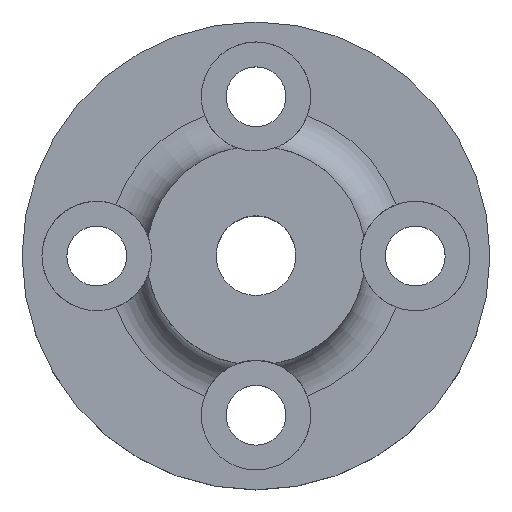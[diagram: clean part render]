
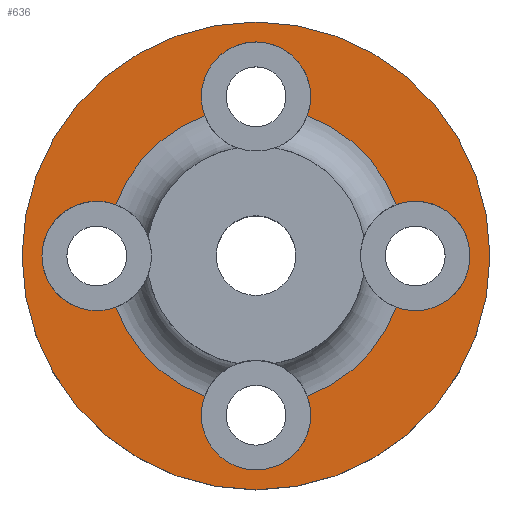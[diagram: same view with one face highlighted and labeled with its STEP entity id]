
A CAD part, top view. The second image highlights one B-rep face of the part: STEP entity #636.
In plain terms, the highlighted planar face has unit normal (0, 0, 1).
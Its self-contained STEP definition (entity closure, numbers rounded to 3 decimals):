
#19=FACE_BOUND('',#189,.T.);
#37=PLANE('',#713);
#149=FACE_OUTER_BOUND('',#188,.T.);
#188=EDGE_LOOP('',(#523));
#189=EDGE_LOOP('',(#524,#525,#526,#527,#528,#529,#530,#531,#532,#533,#534));
#215=CIRCLE('',#668,7.5);
#218=CIRCLE('',#673,7.5);
#221=CIRCLE('',#678,7.5);
#226=CIRCLE('',#685,7.5);
#242=CIRCLE('',#714,11.75);
#243=CIRCLE('',#715,2.75);
#244=CIRCLE('',#716,2.75);
#245=CIRCLE('',#717,2.75);
#246=CIRCLE('',#718,2.75);
#247=CIRCLE('',#719,2.75);
#248=CIRCLE('',#720,2.75);
#249=CIRCLE('',#721,2.75);
#272=VERTEX_POINT('',#960);
#275=VERTEX_POINT('',#978);
#278=VERTEX_POINT('',#1001);
#281=VERTEX_POINT('',#1019);
#284=VERTEX_POINT('',#1042);
#287=VERTEX_POINT('',#1060);
#294=VERTEX_POINT('',#1091);
#297=VERTEX_POINT('',#1109);
#316=VERTEX_POINT('',#1188);
#317=VERTEX_POINT('',#1190);
#318=VERTEX_POINT('',#1193);
#319=VERTEX_POINT('',#1197);
#337=EDGE_CURVE('',#275,#272,#215,.T.);
#344=EDGE_CURVE('',#281,#278,#218,.T.);
#351=EDGE_CURVE('',#287,#284,#221,.T.);
#362=EDGE_CURVE('',#297,#294,#226,.T.);
#395=EDGE_CURVE('',#316,#316,#242,.T.);
#396=EDGE_CURVE('',#275,#317,#243,.T.);
#397=EDGE_CURVE('',#317,#284,#244,.T.);
#398=EDGE_CURVE('',#287,#318,#245,.T.);
#399=EDGE_CURVE('',#318,#294,#246,.T.);
#400=EDGE_CURVE('',#297,#278,#247,.T.);
#401=EDGE_CURVE('',#281,#319,#248,.T.);
#402=EDGE_CURVE('',#319,#272,#249,.T.);
#523=ORIENTED_EDGE('',*,*,#395,.T.);
#524=ORIENTED_EDGE('',*,*,#337,.F.);
#525=ORIENTED_EDGE('',*,*,#396,.T.);
#526=ORIENTED_EDGE('',*,*,#397,.T.);
#527=ORIENTED_EDGE('',*,*,#351,.F.);
#528=ORIENTED_EDGE('',*,*,#398,.T.);
#529=ORIENTED_EDGE('',*,*,#399,.T.);
#530=ORIENTED_EDGE('',*,*,#362,.F.);
#531=ORIENTED_EDGE('',*,*,#400,.T.);
#532=ORIENTED_EDGE('',*,*,#344,.F.);
#533=ORIENTED_EDGE('',*,*,#401,.T.);
#534=ORIENTED_EDGE('',*,*,#402,.T.);
#636=ADVANCED_FACE('',(#149,#19),#37,.T.);
#668=AXIS2_PLACEMENT_3D('',#993,#757,#758);
#673=AXIS2_PLACEMENT_3D('',#1034,#769,#770);
#678=AXIS2_PLACEMENT_3D('',#1075,#781,#782);
#685=AXIS2_PLACEMENT_3D('',#1124,#799,#800);
#713=AXIS2_PLACEMENT_3D('',#1187,#872,#873);
#714=AXIS2_PLACEMENT_3D('',#1189,#874,#875);
#715=AXIS2_PLACEMENT_3D('',#1191,#876,#877);
#716=AXIS2_PLACEMENT_3D('',#1192,#878,#879);
#717=AXIS2_PLACEMENT_3D('',#1194,#880,#881);
#718=AXIS2_PLACEMENT_3D('',#1195,#882,#883);
#719=AXIS2_PLACEMENT_3D('',#1196,#884,#885);
#720=AXIS2_PLACEMENT_3D('',#1198,#886,#887);
#721=AXIS2_PLACEMENT_3D('',#1199,#888,#889);
#757=DIRECTION('center_axis',(0.,0.,1.));
#758=DIRECTION('ref_axis',(-0.707,-0.707,0.));
#769=DIRECTION('center_axis',(0.,0.,1.));
#770=DIRECTION('ref_axis',(0.707,-0.707,0.));
#781=DIRECTION('center_axis',(0.,0.,1.));
#782=DIRECTION('ref_axis',(-0.707,0.707,0.));
#799=DIRECTION('center_axis',(0.,0.,1.));
#800=DIRECTION('ref_axis',(0.707,0.707,0.));
#872=DIRECTION('center_axis',(0.,0.,1.));
#873=DIRECTION('ref_axis',(1.,0.,0.));
#874=DIRECTION('center_axis',(0.,0.,1.));
#875=DIRECTION('ref_axis',(1.,0.,0.));
#876=DIRECTION('center_axis',(0.,0.,-1.));
#877=DIRECTION('ref_axis',(1.,0.,0.));
#878=DIRECTION('center_axis',(0.,0.,-1.));
#879=DIRECTION('ref_axis',(1.,0.,0.));
#880=DIRECTION('center_axis',(0.,0.,-1.));
#881=DIRECTION('ref_axis',(1.,0.,0.));
#882=DIRECTION('center_axis',(0.,0.,-1.));
#883=DIRECTION('ref_axis',(1.,0.,0.));
#884=DIRECTION('center_axis',(0.,0.,-1.));
#885=DIRECTION('ref_axis',(1.,0.,0.));
#886=DIRECTION('center_axis',(0.,0.,-1.));
#887=DIRECTION('ref_axis',(1.,0.,0.));
#888=DIRECTION('center_axis',(0.,0.,-1.));
#889=DIRECTION('ref_axis',(1.,0.,0.));
#960=CARTESIAN_POINT('',(-2.578,-7.043,4.5));
#978=CARTESIAN_POINT('',(-7.043,-2.578,4.5));
#993=CARTESIAN_POINT('Origin',(0.,0.,4.5));
#1001=CARTESIAN_POINT('',(7.043,-2.578,4.5));
#1019=CARTESIAN_POINT('',(2.578,-7.043,4.5));
#1034=CARTESIAN_POINT('Origin',(0.,0.,4.5));
#1042=CARTESIAN_POINT('',(-7.043,2.578,4.5));
#1060=CARTESIAN_POINT('',(-2.578,7.043,4.5));
#1075=CARTESIAN_POINT('Origin',(0.,0.,4.5));
#1091=CARTESIAN_POINT('',(2.578,7.043,4.5));
#1109=CARTESIAN_POINT('',(7.043,2.578,4.5));
#1124=CARTESIAN_POINT('Origin',(0.,0.,4.5));
#1187=CARTESIAN_POINT('Origin',(0.,0.,4.5));
#1188=CARTESIAN_POINT('',(-11.75,0.,4.5));
#1189=CARTESIAN_POINT('Origin',(0.,0.,4.5));
#1190=CARTESIAN_POINT('',(-10.75,0.,4.5));
#1191=CARTESIAN_POINT('Origin',(-8.,0.,4.5));
#1192=CARTESIAN_POINT('Origin',(-8.,0.,4.5));
#1193=CARTESIAN_POINT('',(-2.75,8.,4.5));
#1194=CARTESIAN_POINT('Origin',(0.,8.,4.5));
#1195=CARTESIAN_POINT('Origin',(0.,8.,4.5));
#1196=CARTESIAN_POINT('Origin',(8.,0.,4.5));
#1197=CARTESIAN_POINT('',(-2.75,-8.,4.5));
#1198=CARTESIAN_POINT('Origin',(0.,-8.,4.5));
#1199=CARTESIAN_POINT('Origin',(0.,-8.,4.5));
